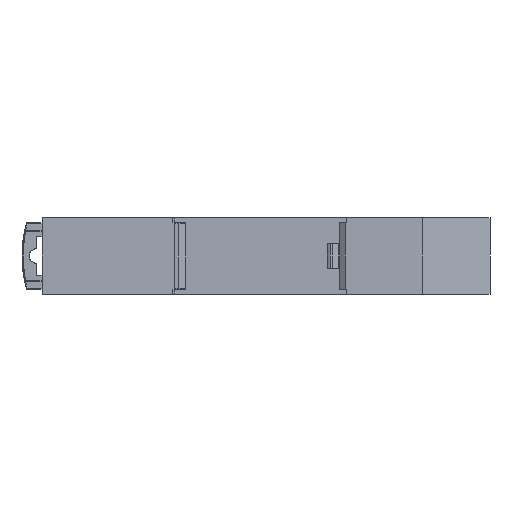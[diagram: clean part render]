
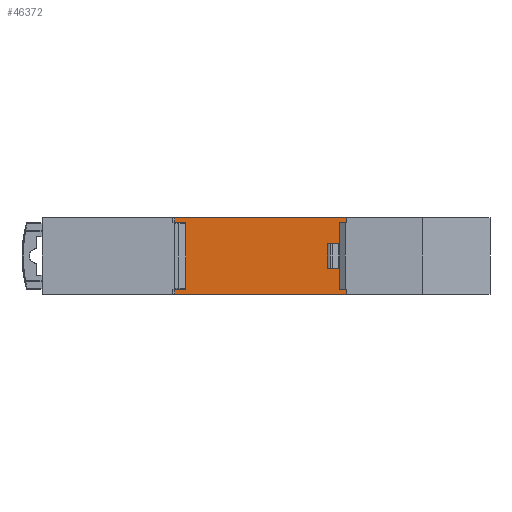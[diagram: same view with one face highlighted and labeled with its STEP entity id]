
A CAD part, front view. The second image highlights one B-rep face of the part: STEP entity #46372.
In plain terms, the highlighted planar face has unit normal (0, -1, 0).
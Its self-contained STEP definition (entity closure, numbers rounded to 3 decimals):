
#69 = CARTESIAN_POINT ( 'NONE',  ( -16.4, -41.5, 56.97 ) ) ;
#581 = ORIENTED_EDGE ( 'NONE', *, *, #39451, .T. ) ;
#920 = VECTOR ( 'NONE', #20952, 1000. ) ;
#1244 = ORIENTED_EDGE ( 'NONE', *, *, #42779, .T. ) ;
#1437 = EDGE_CURVE ( 'NONE', #15445, #17837, #6367, .T. ) ;
#1688 = VECTOR ( 'NONE', #42478, 1000. ) ;
#1891 = VECTOR ( 'NONE', #38276, 1000. ) ;
#2070 = CARTESIAN_POINT ( 'NONE',  ( -16.4, -41.5, 43.03 ) ) ;
#2753 = EDGE_CURVE ( 'NONE', #45187, #17837, #8846, .T. ) ;
#2773 = EDGE_CURVE ( 'NONE', #33032, #38579, #27807, .T. ) ;
#2863 = VERTEX_POINT ( 'NONE', #2070 ) ;
#2876 = CARTESIAN_POINT ( 'NONE',  ( 17.6, -41.5, 47.5 ) ) ;
#2980 = VERTEX_POINT ( 'NONE', #11581 ) ;
#4562 = CARTESIAN_POINT ( 'NONE',  ( -16.4, -41.5, 42.05 ) ) ;
#4736 = LINE ( 'NONE', #34700, #1688 ) ;
#5771 = VECTOR ( 'NONE', #48576, 1000. ) ;
#5811 = ORIENTED_EDGE ( 'NONE', *, *, #1437, .F. ) ;
#6114 = CARTESIAN_POINT ( 'NONE',  ( -22.057, -41.5, 56.9 ) ) ;
#6367 = LINE ( 'NONE', #6114, #47849 ) ;
#6408 = EDGE_CURVE ( 'NONE', #38579, #6434, #44336, .T. ) ;
#6434 = VERTEX_POINT ( 'NONE', #25351 ) ;
#6523 = LINE ( 'NONE', #21759, #32182 ) ;
#6647 = LINE ( 'NONE', #2876, #5771 ) ;
#6846 = EDGE_CURVE ( 'NONE', #2980, #9403, #30272, .T. ) ;
#7182 = EDGE_CURVE ( 'NONE', #33032, #45187, #6523, .T. ) ;
#7698 = CARTESIAN_POINT ( 'NONE',  ( -16.4, -41.5, 57.95 ) ) ;
#7735 = CARTESIAN_POINT ( 'NONE',  ( -16.8, -41.5, 43.026 ) ) ;
#8170 = VECTOR ( 'NONE', #36650, 1000. ) ;
#8707 = EDGE_CURVE ( 'NONE', #19473, #2863, #41692, .T. ) ;
#8846 = LINE ( 'NONE', #24082, #34817 ) ;
#8995 = EDGE_LOOP ( 'NONE', ( #9330, #12719, #19925, #14631 ) ) ;
#9037 = CARTESIAN_POINT ( 'NONE',  ( 19.2, -41.5, 42.05 ) ) ;
#9330 = ORIENTED_EDGE ( 'NONE', *, *, #41821, .F. ) ;
#9403 = VERTEX_POINT ( 'NONE', #22571 ) ;
#9429 = LINE ( 'NONE', #35419, #920 ) ;
#9647 = CARTESIAN_POINT ( 'NONE',  ( -16.8, -41.5, 56.974 ) ) ;
#9960 = LINE ( 'NONE', #25180, #8170 ) ;
#10077 = CARTESIAN_POINT ( 'NONE',  ( -16.24, -41.5, 56.9 ) ) ;
#10399 = LINE ( 'NONE', #38078, #27306 ) ;
#10983 = DIRECTION ( 'NONE',  ( -1., 0., 0. ) ) ;
#11340 = LINE ( 'NONE', #46005, #32581 ) ;
#11581 = CARTESIAN_POINT ( 'NONE',  ( 15.2, -41.5, 52.5 ) ) ;
#11599 = CARTESIAN_POINT ( 'NONE',  ( -16.24, -41.5, 43.1 ) ) ;
#11711 = VECTOR ( 'NONE', #12369, 1000. ) ;
#12014 = FACE_OUTER_BOUND ( 'NONE', #14763, .T. ) ;
#12369 = DIRECTION ( 'NONE',  ( 0., 0., 1. ) ) ;
#12719 = ORIENTED_EDGE ( 'NONE', *, *, #17974, .F. ) ;
#12767 = CARTESIAN_POINT ( 'NONE',  ( -16.4, -41.5, 56.9 ) ) ;
#12863 = CARTESIAN_POINT ( 'NONE',  ( -16.4, -41.5, 57.95 ) ) ;
#13502 = EDGE_CURVE ( 'NONE', #19473, #36494, #25197, .T. ) ;
#13893 = CARTESIAN_POINT ( 'NONE',  ( -16.8, -41.5, 56.9 ) ) ;
#14631 = ORIENTED_EDGE ( 'NONE', *, *, #6846, .T. ) ;
#14763 = EDGE_LOOP ( 'NONE', ( #1244, #15348, #39533, #581, #41244, #20049, #43345, #48730, #27764, #17870, #30346, #18970, #5811, #27082 ) ) ;
#15331 = CARTESIAN_POINT ( 'NONE',  ( 17.6, -41.5, 52.5 ) ) ;
#15348 = ORIENTED_EDGE ( 'NONE', *, *, #17915, .F. ) ;
#15445 = VERTEX_POINT ( 'NONE', #12767 ) ;
#16868 = CARTESIAN_POINT ( 'NONE',  ( 17.6, -41.5, 47.5 ) ) ;
#16901 = DIRECTION ( 'NONE',  ( -1., 0., 0. ) ) ;
#17003 = VECTOR ( 'NONE', #28358, 1000. ) ;
#17509 = EDGE_CURVE ( 'NONE', #48864, #2980, #9960, .T. ) ;
#17653 = VECTOR ( 'NONE', #29914, 1000. ) ;
#17837 = VERTEX_POINT ( 'NONE', #13893 ) ;
#17870 = ORIENTED_EDGE ( 'NONE', *, *, #2773, .F. ) ;
#17915 = EDGE_CURVE ( 'NONE', #41827, #25151, #10399, .T. ) ;
#17974 = EDGE_CURVE ( 'NONE', #48864, #23951, #6647, .T. ) ;
#18970 = ORIENTED_EDGE ( 'NONE', *, *, #2753, .T. ) ;
#19250 = CARTESIAN_POINT ( 'NONE',  ( 17.6, -41.5, 47.5 ) ) ;
#19473 = VERTEX_POINT ( 'NONE', #4562 ) ;
#19600 = DIRECTION ( 'NONE',  ( 0., 0., -1. ) ) ;
#19925 = ORIENTED_EDGE ( 'NONE', *, *, #17509, .T. ) ;
#20049 = ORIENTED_EDGE ( 'NONE', *, *, #8707, .F. ) ;
#20723 = PLANE ( 'NONE',  #40629 ) ;
#20876 = EDGE_CURVE ( 'NONE', #26949, #15445, #26191, .T. ) ;
#20895 = CARTESIAN_POINT ( 'NONE',  ( -16.8, -41.5, 57.95 ) ) ;
#20952 = DIRECTION ( 'NONE',  ( -1., 0., -0.009 ) ) ;
#21371 = VECTOR ( 'NONE', #21453, 1000. ) ;
#21453 = DIRECTION ( 'NONE',  ( 1., 0., 0. ) ) ;
#21535 = LINE ( 'NONE', #29017, #43021 ) ;
#21759 = CARTESIAN_POINT ( 'NONE',  ( -19.8, -41.5, 57. ) ) ;
#22571 = CARTESIAN_POINT ( 'NONE',  ( 17.6, -41.5, 52.5 ) ) ;
#23951 = VERTEX_POINT ( 'NONE', #16868 ) ;
#24082 = CARTESIAN_POINT ( 'NONE',  ( -16.8, -41.5, 57.95 ) ) ;
#24874 = VECTOR ( 'NONE', #10983, 1000. ) ;
#25151 = VERTEX_POINT ( 'NONE', #11599 ) ;
#25180 = CARTESIAN_POINT ( 'NONE',  ( 15.2, -41.5, 47.5 ) ) ;
#25197 = LINE ( 'NONE', #36930, #21371 ) ;
#25351 = CARTESIAN_POINT ( 'NONE',  ( 19.2, -41.5, 57.95 ) ) ;
#26191 = LINE ( 'NONE', #30438, #24874 ) ;
#26720 = LINE ( 'NONE', #19250, #47182 ) ;
#26949 = VERTEX_POINT ( 'NONE', #10077 ) ;
#26952 = CARTESIAN_POINT ( 'NONE',  ( -16.4, -41.5, 43.1 ) ) ;
#27082 = ORIENTED_EDGE ( 'NONE', *, *, #20876, .F. ) ;
#27306 = VECTOR ( 'NONE', #49325, 1000. ) ;
#27764 = ORIENTED_EDGE ( 'NONE', *, *, #6408, .F. ) ;
#27807 = LINE ( 'NONE', #12863, #11711 ) ;
#28358 = DIRECTION ( 'NONE',  ( 1., 0., 0. ) ) ;
#29017 = CARTESIAN_POINT ( 'NONE',  ( -22.057, -41.5, 43.1 ) ) ;
#29914 = DIRECTION ( 'NONE',  ( 0., 0., 1. ) ) ;
#30272 = LINE ( 'NONE', #15331, #1891 ) ;
#30346 = ORIENTED_EDGE ( 'NONE', *, *, #7182, .T. ) ;
#30438 = CARTESIAN_POINT ( 'NONE',  ( -22.057, -41.5, 56.9 ) ) ;
#31684 = DIRECTION ( 'NONE',  ( 0., 1., 0. ) ) ;
#32182 = VECTOR ( 'NONE', #39742, 1000. ) ;
#32581 = VECTOR ( 'NONE', #49023, 1000. ) ;
#32636 = CARTESIAN_POINT ( 'NONE',  ( 15.2, -41.5, 47.5 ) ) ;
#33032 = VERTEX_POINT ( 'NONE', #69 ) ;
#34700 = CARTESIAN_POINT ( 'NONE',  ( -16.24, -41.5, 50. ) ) ;
#34817 = VECTOR ( 'NONE', #19600, 1000. ) ;
#35200 = FACE_BOUND ( 'NONE', #8995, .T. ) ;
#35419 = CARTESIAN_POINT ( 'NONE',  ( 19.198, -41.5, 43.34 ) ) ;
#35675 = DIRECTION ( 'NONE',  ( 1., 0., 0. ) ) ;
#35929 = CARTESIAN_POINT ( 'NONE',  ( 19.2, -41.5, 43.1 ) ) ;
#36494 = VERTEX_POINT ( 'NONE', #9037 ) ;
#36650 = DIRECTION ( 'NONE',  ( 0., 0., 1. ) ) ;
#36930 = CARTESIAN_POINT ( 'NONE',  ( -16.8, -41.5, 42.05 ) ) ;
#38078 = CARTESIAN_POINT ( 'NONE',  ( -22.057, -41.5, 43.1 ) ) ;
#38248 = EDGE_CURVE ( 'NONE', #42073, #41827, #21535, .T. ) ;
#38276 = DIRECTION ( 'NONE',  ( 1., 0., 0. ) ) ;
#38396 = CARTESIAN_POINT ( 'NONE',  ( -16.8, -41.5, 43.1 ) ) ;
#38579 = VERTEX_POINT ( 'NONE', #40711 ) ;
#39451 = EDGE_CURVE ( 'NONE', #42073, #45059, #39848, .T. ) ;
#39533 = ORIENTED_EDGE ( 'NONE', *, *, #38248, .F. ) ;
#39612 = CARTESIAN_POINT ( 'NONE',  ( -16.8, -41.5, 57.95 ) ) ;
#39742 = DIRECTION ( 'NONE',  ( -1., 0., 0.009 ) ) ;
#39848 = LINE ( 'NONE', #20895, #43898 ) ;
#40629 = AXIS2_PLACEMENT_3D ( 'NONE', #35929, #31684, #35675 ) ;
#40711 = CARTESIAN_POINT ( 'NONE',  ( -16.4, -41.5, 57.95 ) ) ;
#41244 = ORIENTED_EDGE ( 'NONE', *, *, #48917, .F. ) ;
#41692 = LINE ( 'NONE', #7698, #17653 ) ;
#41821 = EDGE_CURVE ( 'NONE', #23951, #9403, #26720, .T. ) ;
#41827 = VERTEX_POINT ( 'NONE', #26952 ) ;
#41959 = DIRECTION ( 'NONE',  ( 0., 0., 1. ) ) ;
#42073 = VERTEX_POINT ( 'NONE', #38396 ) ;
#42478 = DIRECTION ( 'NONE',  ( 0., 0., -1. ) ) ;
#42779 = EDGE_CURVE ( 'NONE', #26949, #25151, #4736, .T. ) ;
#43021 = VECTOR ( 'NONE', #44490, 1000. ) ;
#43345 = ORIENTED_EDGE ( 'NONE', *, *, #13502, .T. ) ;
#43898 = VECTOR ( 'NONE', #47822, 1000. ) ;
#44336 = LINE ( 'NONE', #39612, #17003 ) ;
#44490 = DIRECTION ( 'NONE',  ( 1., 0., 0. ) ) ;
#45059 = VERTEX_POINT ( 'NONE', #7735 ) ;
#45187 = VERTEX_POINT ( 'NONE', #9647 ) ;
#45827 = EDGE_CURVE ( 'NONE', #36494, #6434, #11340, .T. ) ;
#46005 = CARTESIAN_POINT ( 'NONE',  ( 19.2, -41.5, 43.1 ) ) ;
#46372 = ADVANCED_FACE ( 'NONE', ( #12014, #35200 ), #20723, .F. ) ;
#47182 = VECTOR ( 'NONE', #41959, 1000. ) ;
#47822 = DIRECTION ( 'NONE',  ( 0., 0., -1. ) ) ;
#47849 = VECTOR ( 'NONE', #16901, 1000. ) ;
#48576 = DIRECTION ( 'NONE',  ( 1., 0., 0. ) ) ;
#48730 = ORIENTED_EDGE ( 'NONE', *, *, #45827, .T. ) ;
#48864 = VERTEX_POINT ( 'NONE', #32636 ) ;
#48917 = EDGE_CURVE ( 'NONE', #2863, #45059, #9429, .T. ) ;
#49023 = DIRECTION ( 'NONE',  ( 0., 0., 1. ) ) ;
#49325 = DIRECTION ( 'NONE',  ( 1., 0., 0. ) ) ;
